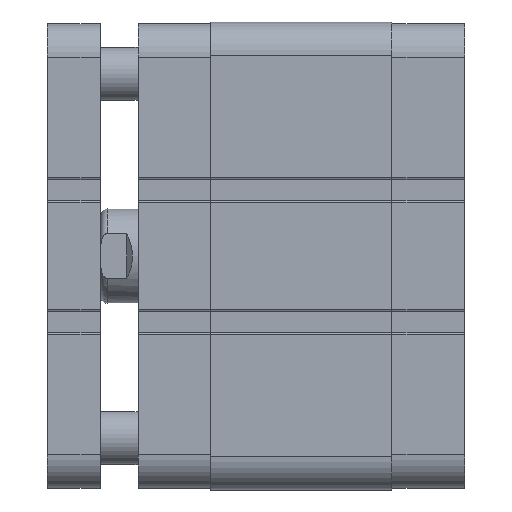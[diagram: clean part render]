
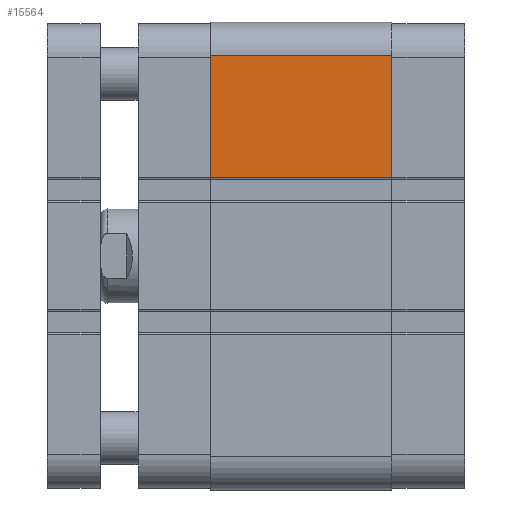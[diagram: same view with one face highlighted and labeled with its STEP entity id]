
A CAD part, left-side view. The second image highlights one B-rep face of the part: STEP entity #15564.
In plain terms, the highlighted planar face has unit normal (-1, 0, 0).
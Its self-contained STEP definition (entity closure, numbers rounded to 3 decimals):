
#12028=CARTESIAN_POINT('',(-62.,24.,20.75));
#12029=VERTEX_POINT('',#12028);
#12037=CARTESIAN_POINT('',(-62.,24.,53.));
#12038=VERTEX_POINT('',#12037);
#12039=CARTESIAN_POINT('',(-62.,24.,53.));
#12040=DIRECTION('',(0.0,0.0,-1.0));
#12041=VECTOR('',#12040,32.25);
#12042=LINE('',#12039,#12041);
#12043=EDGE_CURVE('',#12038,#12029,#12042,.T.);
#14232=CARTESIAN_POINT('',(-62.,-24.,53.));
#14233=VERTEX_POINT('',#14232);
#14241=CARTESIAN_POINT('',(-62.,-24.,20.75));
#14242=VERTEX_POINT('',#14241);
#14243=CARTESIAN_POINT('',(-62.,-24.,20.75));
#14244=DIRECTION('',(0.0,0.0,1.0));
#14245=VECTOR('',#14244,32.25);
#14246=LINE('',#14243,#14245);
#14247=EDGE_CURVE('',#14242,#14233,#14246,.T.);
#15537=CARTESIAN_POINT('',(-62.,-24.,53.));
#15538=DIRECTION('',(0.0,1.0,0.0));
#15539=VECTOR('',#15538,48.);
#15540=LINE('',#15537,#15539);
#15541=EDGE_CURVE('',#14233,#12038,#15540,.T.);
#15548=CARTESIAN_POINT('',(-62.,0.0,53.));
#15549=DIRECTION('',(-1.0,0.0,0.0));
#15550=DIRECTION('',(0.0,0.0,1.0));
#15551=AXIS2_PLACEMENT_3D('',#15548,#15549,#15550);
#15552=PLANE('',#15551);
#15553=ORIENTED_EDGE('',*,*,#12043,.T.);
#15554=CARTESIAN_POINT('',(-62.,-24.,20.75));
#15555=DIRECTION('',(0.0,1.0,0.0));
#15556=VECTOR('',#15555,48.);
#15557=LINE('',#15554,#15556);
#15558=EDGE_CURVE('',#14242,#12029,#15557,.T.);
#15559=ORIENTED_EDGE('',*,*,#15558,.F.);
#15560=ORIENTED_EDGE('',*,*,#14247,.T.);
#15561=ORIENTED_EDGE('',*,*,#15541,.T.);
#15562=EDGE_LOOP('',(#15553,#15559,#15560,#15561));
#15563=FACE_OUTER_BOUND('',#15562,.T.);
#15564=ADVANCED_FACE('',(#15563),#15552,.T.);
